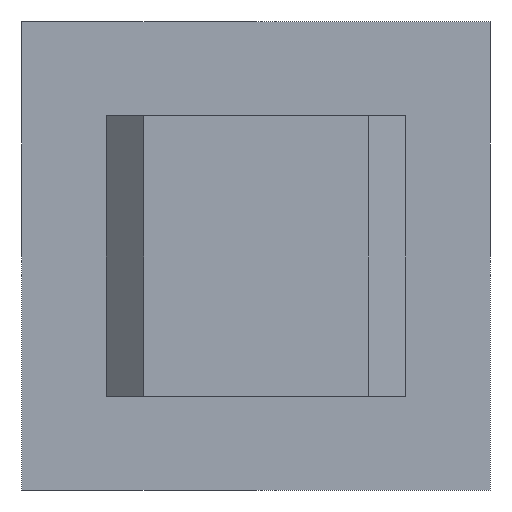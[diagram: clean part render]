
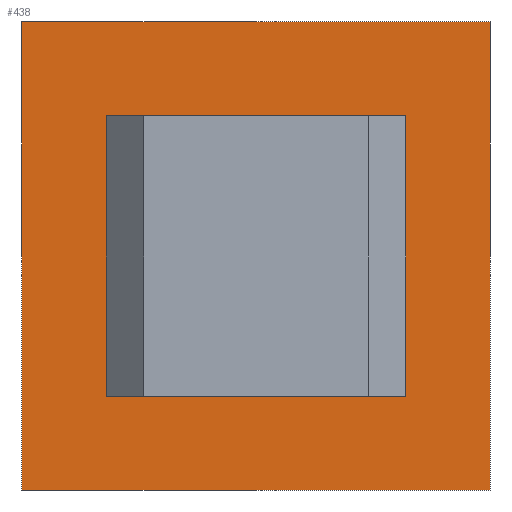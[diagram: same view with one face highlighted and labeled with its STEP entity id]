
A CAD part, front view. The second image highlights one B-rep face of the part: STEP entity #438.
In plain terms, the highlighted planar face has unit normal (0, -1, 0).
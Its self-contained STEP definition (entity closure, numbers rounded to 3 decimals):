
#11 = DIRECTION ( 'NONE',  ( 0., 0., -1. ) ) ;
#39 = CARTESIAN_POINT ( 'NONE',  ( 0., 0., 12.5 ) ) ;
#47 = CARTESIAN_POINT ( 'NONE',  ( 2.25, 0., 12.5 ) ) ;
#59 = CARTESIAN_POINT ( 'NONE',  ( 0., 0., 12.5 ) ) ;
#70 = CARTESIAN_POINT ( 'NONE',  ( 2.25, 0., 10. ) ) ;
#71 = AXIS2_PLACEMENT_3D ( 'NONE', #621, #87, #682 ) ;
#87 = DIRECTION ( 'NONE',  ( 0., 1., 0. ) ) ;
#101 = EDGE_CURVE ( 'NONE', #538, #434, #556, .T. ) ;
#153 = EDGE_CURVE ( 'NONE', #720, #351, #571, .T. ) ;
#165 = DIRECTION ( 'NONE',  ( 0., 0., -1. ) ) ;
#191 = ORIENTED_EDGE ( 'NONE', *, *, #815, .F. ) ;
#193 = LINE ( 'NONE', #603, #461 ) ;
#197 = ORIENTED_EDGE ( 'NONE', *, *, #715, .F. ) ;
#202 = ORIENTED_EDGE ( 'NONE', *, *, #606, .T. ) ;
#212 = ORIENTED_EDGE ( 'NONE', *, *, #101, .T. ) ;
#221 = CARTESIAN_POINT ( 'NONE',  ( 10.25, 0., 2.5 ) ) ;
#231 = DIRECTION ( 'NONE',  ( 1., 0., 0. ) ) ;
#244 = VECTOR ( 'NONE', #11, 1000. ) ;
#254 = DIRECTION ( 'NONE',  ( 1., 0., 0. ) ) ;
#267 = ORIENTED_EDGE ( 'NONE', *, *, #153, .T. ) ;
#270 = CARTESIAN_POINT ( 'NONE',  ( 0., 0., 10. ) ) ;
#277 = CARTESIAN_POINT ( 'NONE',  ( 12.5, 0., 12.5 ) ) ;
#297 = LINE ( 'NONE', #814, #497 ) ;
#304 = DIRECTION ( 'NONE',  ( 0., 0., -1. ) ) ;
#312 = VECTOR ( 'NONE', #537, 1000. ) ;
#332 = LINE ( 'NONE', #277, #244 ) ;
#351 = VERTEX_POINT ( 'NONE', #483 ) ;
#398 = DIRECTION ( 'NONE',  ( 1., 0., 0. ) ) ;
#402 = EDGE_CURVE ( 'NONE', #648, #538, #597, .T. ) ;
#405 = EDGE_LOOP ( 'NONE', ( #191, #522, #212, #697 ) ) ;
#421 = CARTESIAN_POINT ( 'NONE',  ( 10.25, 0., 10. ) ) ;
#434 = VERTEX_POINT ( 'NONE', #221 ) ;
#438 = ADVANCED_FACE ( 'NONE', ( #808, #741 ), #494, .F. ) ;
#461 = VECTOR ( 'NONE', #398, 1000. ) ;
#483 = CARTESIAN_POINT ( 'NONE',  ( 12.5, 0., 0. ) ) ;
#492 = VECTOR ( 'NONE', #165, 1000. ) ;
#494 = PLANE ( 'NONE',  #71 ) ;
#497 = VECTOR ( 'NONE', #231, 1000. ) ;
#498 = CARTESIAN_POINT ( 'NONE',  ( 10.25, 0., 12.5 ) ) ;
#509 = LINE ( 'NONE', #47, #530 ) ;
#522 = ORIENTED_EDGE ( 'NONE', *, *, #402, .T. ) ;
#524 = LINE ( 'NONE', #39, #812 ) ;
#526 = EDGE_CURVE ( 'NONE', #658, #434, #297, .T. ) ;
#530 = VECTOR ( 'NONE', #750, 1000. ) ;
#537 = DIRECTION ( 'NONE',  ( 1., 0., 0. ) ) ;
#538 = VERTEX_POINT ( 'NONE', #421 ) ;
#556 = LINE ( 'NONE', #498, #492 ) ;
#571 = LINE ( 'NONE', #771, #653 ) ;
#574 = EDGE_LOOP ( 'NONE', ( #202, #267, #584, #197 ) ) ;
#584 = ORIENTED_EDGE ( 'NONE', *, *, #727, .F. ) ;
#597 = LINE ( 'NONE', #270, #312 ) ;
#603 = CARTESIAN_POINT ( 'NONE',  ( 2.25, 0., 12.5 ) ) ;
#605 = VERTEX_POINT ( 'NONE', #59 ) ;
#606 = EDGE_CURVE ( 'NONE', #605, #720, #524, .T. ) ;
#621 = CARTESIAN_POINT ( 'NONE',  ( 12.5, 0., 12.5 ) ) ;
#648 = VERTEX_POINT ( 'NONE', #70 ) ;
#653 = VECTOR ( 'NONE', #254, 1000. ) ;
#656 = CARTESIAN_POINT ( 'NONE',  ( 0., 0., 0. ) ) ;
#658 = VERTEX_POINT ( 'NONE', #664 ) ;
#664 = CARTESIAN_POINT ( 'NONE',  ( 2.25, 0., 2.5 ) ) ;
#682 = DIRECTION ( 'NONE',  ( 0., 0., 1. ) ) ;
#697 = ORIENTED_EDGE ( 'NONE', *, *, #526, .F. ) ;
#715 = EDGE_CURVE ( 'NONE', #605, #737, #193, .T. ) ;
#720 = VERTEX_POINT ( 'NONE', #656 ) ;
#727 = EDGE_CURVE ( 'NONE', #737, #351, #332, .T. ) ;
#728 = CARTESIAN_POINT ( 'NONE',  ( 12.5, 0., 12.5 ) ) ;
#737 = VERTEX_POINT ( 'NONE', #728 ) ;
#741 = FACE_BOUND ( 'NONE', #405, .T. ) ;
#750 = DIRECTION ( 'NONE',  ( 0., 0., -1. ) ) ;
#771 = CARTESIAN_POINT ( 'NONE',  ( 12.5, 0., 0. ) ) ;
#808 = FACE_OUTER_BOUND ( 'NONE', #574, .T. ) ;
#812 = VECTOR ( 'NONE', #304, 1000. ) ;
#814 = CARTESIAN_POINT ( 'NONE',  ( 0., 0., 2.5 ) ) ;
#815 = EDGE_CURVE ( 'NONE', #648, #658, #509, .T. ) ;
